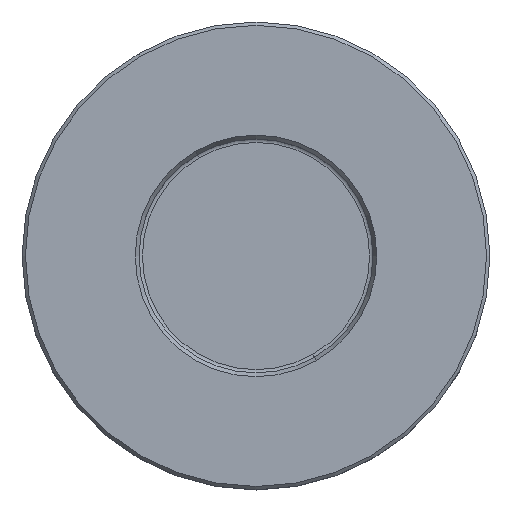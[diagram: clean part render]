
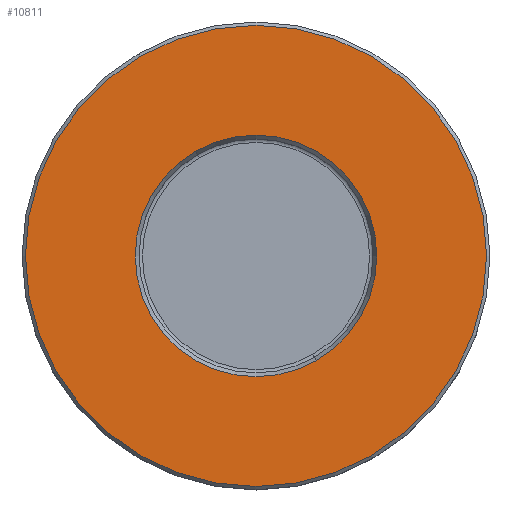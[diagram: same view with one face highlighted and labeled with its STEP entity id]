
A CAD part, top view. The second image highlights one B-rep face of the part: STEP entity #10811.
In plain terms, the highlighted planar face has unit normal (0, 0, 1).
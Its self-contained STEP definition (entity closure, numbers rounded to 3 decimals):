
#224=CARTESIAN_POINT('',(0.,0.,50.));
#225=DIRECTION('',(0.,0.,1.));
#226=DIRECTION('',(-0.5,0.866,0.));
#227=AXIS2_PLACEMENT_3D('',#224,#225,#226);
#232=CARTESIAN_POINT('',(0.,0.,50.));
#233=DIRECTION('',(0.,0.,-1.));
#234=DIRECTION('',(-0.5,0.866,0.));
#235=AXIS2_PLACEMENT_3D('',#232,#233,#234);
#254=CARTESIAN_POINT('',(0.,0.,50.));
#255=DIRECTION('',(0.,0.,-1.));
#256=DIRECTION('',(-0.5,0.866,0.));
#257=AXIS2_PLACEMENT_3D('',#254,#255,#256);
#262=CARTESIAN_POINT('',(0.,0.,50.));
#263=DIRECTION('',(0.,0.,1.));
#264=DIRECTION('',(-0.5,0.866,0.));
#265=AXIS2_PLACEMENT_3D('',#262,#263,#264);
#10516=CARTESIAN_POINT('',(-9.039,15.655,50.));
#10517=VERTEX_POINT('',#10516);
#10518=CARTESIAN_POINT('',(-17.25,29.878,50.));
#10520=VERTEX_POINT('',#10518);
#10572=CARTESIAN_POINT('',(9.039,-15.655,50.));
#10573=VERTEX_POINT('',#10572);
#10574=CARTESIAN_POINT('',(17.25,-29.878,50.));
#10576=VERTEX_POINT('',#10574);
#10796=CARTESIAN_POINT('',(0.,0.,50.));
#10797=DIRECTION('',(0.,0.,1.));
#10798=DIRECTION('',(0.5,-0.866,0.));
#10799=AXIS2_PLACEMENT_3D('',#10796,#10797,#10798);
#10800=PLANE('',#10799);
#10802=ORIENTED_EDGE('',*,*,#10801,.T.);
#10804=ORIENTED_EDGE('',*,*,#10803,.F.);
#10805=EDGE_LOOP('',(#10802,#10804));
#10806=FACE_OUTER_BOUND('',#10805,.F.);
#10807=ORIENTED_EDGE('',*,*,#10778,.T.);
#10808=ORIENTED_EDGE('',*,*,#10789,.F.);
#10809=EDGE_LOOP('',(#10807,#10808));
#10810=FACE_BOUND('',#10809,.F.);
#10811=ADVANCED_FACE('',(#10806,#10810),#10800,.T.);
#228=CIRCLE('',#227,18.077);
#236=CIRCLE('',#235,18.077);
#258=CIRCLE('',#257,34.5);
#266=CIRCLE('',#265,34.5);
#10778=EDGE_CURVE('',#10517,#10573,#228,.T.);
#10789=EDGE_CURVE('',#10517,#10573,#236,.T.);
#10801=EDGE_CURVE('',#10520,#10576,#258,.T.);
#10803=EDGE_CURVE('',#10520,#10576,#266,.T.);
